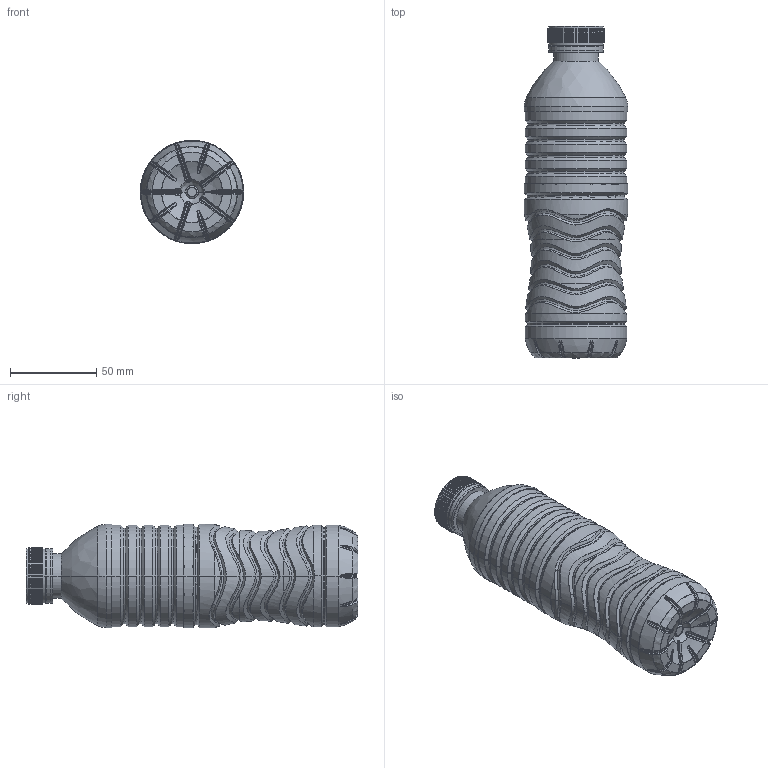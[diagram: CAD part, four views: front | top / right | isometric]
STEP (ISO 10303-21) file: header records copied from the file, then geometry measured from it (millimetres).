
FILE_DESCRIPTION(('FreeCAD Model'),'2;1');
FILE_NAME('Open CASCADE Shape Model','2025-05-09T15:38:33',('FreeCAD'),( 'FreeCAD'),'Open CASCADE STEP processor 7.6','FreeCAD','Unknown');
FILE_SCHEMA(('AUTOMOTIVE_DESIGN { 1 0 10303 214 1 1 1 1 }'));
Products named in the file (1): Open CASCADE STEP translator 7.6 1
Bounding box: 60.05 x 192.73 x 59.98 mm (x, y, z)
Volume: 13107.5 mm3; surface area: 82327.7 mm2
Topology: 2 solids, 2 shells, 1599 faces, 3929 edges, 2411 vertices
Faces by surface type: bspline 1599
Entity records: 84313 total; most frequent: CARTESIAN_POINT 61790, ORIENTED_EDGE 7854, EDGE_CURVE 3927, B_SPLINE_CURVE_WITH_KNOTS 2657, VERTEX_POINT 2411, FACE_BOUND 1678, EDGE_LOOP 1678, ADVANCED_FACE 1599
